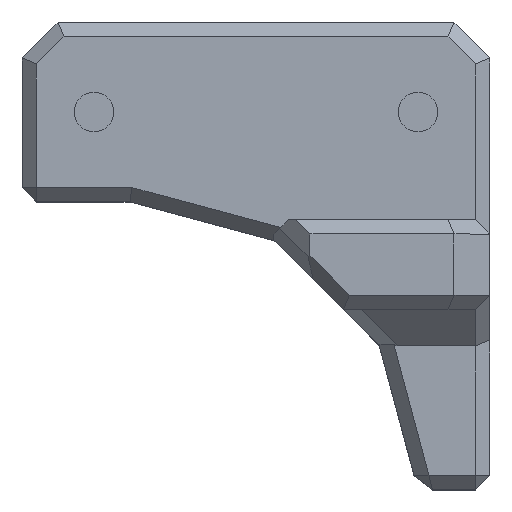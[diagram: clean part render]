
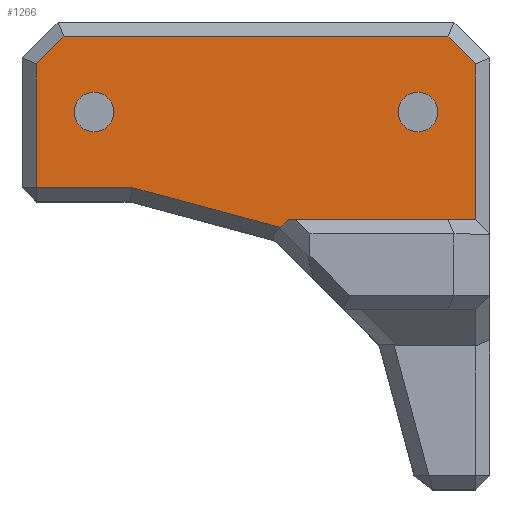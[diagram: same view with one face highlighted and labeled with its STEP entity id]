
A CAD part, top view. The second image highlights one B-rep face of the part: STEP entity #1266.
In plain terms, the highlighted planar face has unit normal (0, 0, 1).
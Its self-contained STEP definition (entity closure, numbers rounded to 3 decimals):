
#33=FACE_BOUND('',#486,.T.);
#34=FACE_BOUND('',#487,.T.);
#73=LINE('',#1911,#220);
#81=LINE('',#1926,#228);
#116=LINE('',#1997,#263);
#135=LINE('',#2033,#282);
#137=LINE('',#2037,#284);
#141=LINE('',#2045,#288);
#144=LINE('',#2052,#291);
#151=LINE('',#2066,#298);
#161=LINE('',#2084,#308);
#220=VECTOR('',#1490,10.);
#228=VECTOR('',#1500,10.);
#263=VECTOR('',#1565,10.);
#282=VECTOR('',#1604,10.);
#284=VECTOR('',#1608,10.);
#288=VECTOR('',#1616,10.);
#291=VECTOR('',#1623,10.);
#298=VECTOR('',#1636,10.);
#308=VECTOR('',#1652,10.);
#401=FACE_OUTER_BOUND('',#485,.T.);
#485=EDGE_LOOP('',(#1093,#1094,#1095,#1096,#1097,#1098,#1099,#1100,#1101));
#486=EDGE_LOOP('',(#1102));
#487=EDGE_LOOP('',(#1103));
#516=CIRCLE('',#1376,2.75);
#517=CIRCLE('',#1377,2.75);
#565=VERTEX_POINT('',#1908);
#566=VERTEX_POINT('',#1910);
#572=VERTEX_POINT('',#1924);
#593=VERTEX_POINT('',#1996);
#595=VERTEX_POINT('',#2004);
#601=VERTEX_POINT('',#2036);
#603=VERTEX_POINT('',#2044);
#605=VERTEX_POINT('',#2051);
#609=VERTEX_POINT('',#2065);
#617=VERTEX_POINT('',#2124);
#618=VERTEX_POINT('',#2126);
#674=EDGE_CURVE('',#566,#565,#73,.T.);
#682=EDGE_CURVE('',#565,#572,#81,.T.);
#718=EDGE_CURVE('',#566,#593,#116,.F.);
#737=EDGE_CURVE('',#593,#595,#135,.T.);
#739=EDGE_CURVE('',#595,#601,#137,.T.);
#743=EDGE_CURVE('',#601,#603,#141,.T.);
#746=EDGE_CURVE('',#603,#605,#144,.T.);
#753=EDGE_CURVE('',#605,#609,#151,.T.);
#763=EDGE_CURVE('',#609,#572,#161,.T.);
#784=EDGE_CURVE('',#617,#617,#516,.T.);
#785=EDGE_CURVE('',#618,#618,#517,.T.);
#1093=ORIENTED_EDGE('',*,*,#718,.F.);
#1094=ORIENTED_EDGE('',*,*,#674,.T.);
#1095=ORIENTED_EDGE('',*,*,#682,.T.);
#1096=ORIENTED_EDGE('',*,*,#763,.F.);
#1097=ORIENTED_EDGE('',*,*,#753,.F.);
#1098=ORIENTED_EDGE('',*,*,#746,.F.);
#1099=ORIENTED_EDGE('',*,*,#743,.F.);
#1100=ORIENTED_EDGE('',*,*,#739,.F.);
#1101=ORIENTED_EDGE('',*,*,#737,.F.);
#1102=ORIENTED_EDGE('',*,*,#784,.T.);
#1103=ORIENTED_EDGE('',*,*,#785,.T.);
#1192=PLANE('',#1375);
#1266=ADVANCED_FACE('',(#401,#33,#34),#1192,.T.);
#1375=AXIS2_PLACEMENT_3D('',#2123,#1705,#1706);
#1376=AXIS2_PLACEMENT_3D('',#2125,#1707,#1708);
#1377=AXIS2_PLACEMENT_3D('',#2127,#1709,#1710);
#1490=DIRECTION('',(0.707,0.707,0.));
#1500=DIRECTION('',(1.,0.,0.));
#1565=DIRECTION('',(0.966,-0.259,0.));
#1604=DIRECTION('',(-1.,0.,0.));
#1608=DIRECTION('',(0.,1.,0.));
#1616=DIRECTION('',(0.707,0.707,0.));
#1623=DIRECTION('',(1.,0.,0.));
#1636=DIRECTION('',(0.707,-0.707,0.));
#1652=DIRECTION('',(0.,-1.,0.));
#1705=DIRECTION('center_axis',(0.,0.,1.));
#1706=DIRECTION('ref_axis',(1.,0.,0.));
#1707=DIRECTION('center_axis',(0.,0.,-1.));
#1708=DIRECTION('ref_axis',(-1.,0.,0.));
#1709=DIRECTION('center_axis',(0.,0.,-1.));
#1710=DIRECTION('ref_axis',(-1.,0.,0.));
#1908=CARTESIAN_POINT('',(-18.,-15.,14.));
#1910=CARTESIAN_POINT('',(-19.044,-16.044,14.));
#1911=CARTESIAN_POINT('',(-20.875,-17.875,14.));
#1924=CARTESIAN_POINT('',(8.,-15.,14.));
#1926=CARTESIAN_POINT('',(-6.25,-15.,14.));
#1996=CARTESIAN_POINT('',(-39.737,-10.5,14.));
#1997=CARTESIAN_POINT('',(-20.83,-15.566,14.));
#2004=CARTESIAN_POINT('',(-53.,-10.5,14.));
#2033=CARTESIAN_POINT('',(-31.25,-10.5,14.));
#2036=CARTESIAN_POINT('',(-53.,6.672,14.));
#2037=CARTESIAN_POINT('',(-53.,-16.25,14.));
#2044=CARTESIAN_POINT('',(-49.172,10.5,14.));
#2045=CARTESIAN_POINT('',(-51.086,8.586,14.));
#2051=CARTESIAN_POINT('',(4.172,10.5,14.));
#2052=CARTESIAN_POINT('',(-38.75,10.5,14.));
#2065=CARTESIAN_POINT('',(8.,6.672,14.));
#2066=CARTESIAN_POINT('',(6.086,8.586,14.));
#2084=CARTESIAN_POINT('',(8.,-3.75,14.));
#2123=CARTESIAN_POINT('Origin',(-22.5,-20.,14.));
#2124=CARTESIAN_POINT('',(-42.25,0.,14.));
#2125=CARTESIAN_POINT('Origin',(-45.,0.,14.));
#2126=CARTESIAN_POINT('',(2.75,0.,14.));
#2127=CARTESIAN_POINT('Origin',(0.,0.,14.));
